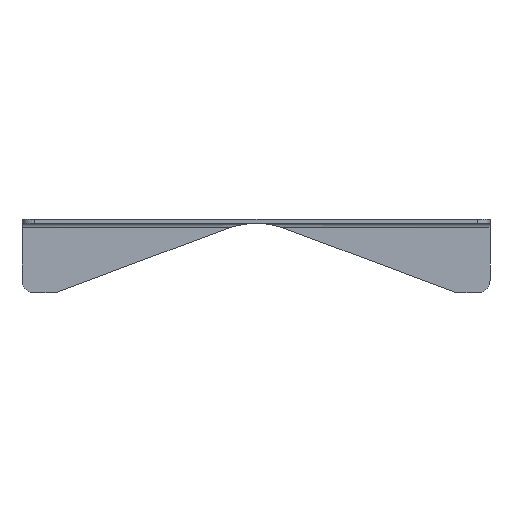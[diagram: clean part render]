
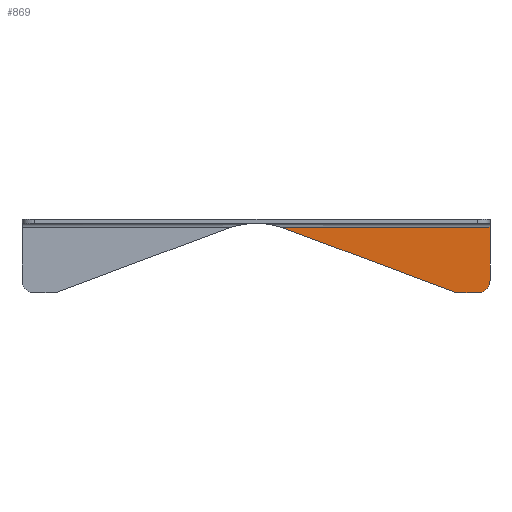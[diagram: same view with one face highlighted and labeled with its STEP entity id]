
A CAD part, front view. The second image highlights one B-rep face of the part: STEP entity #869.
In plain terms, the highlighted planar face has unit normal (0, -1, 0).
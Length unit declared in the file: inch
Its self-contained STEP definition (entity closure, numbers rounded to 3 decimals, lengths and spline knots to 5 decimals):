
#24 = DIRECTION ( 'NONE',  ( 1., 0., 0. ) ) ;
#55 = VECTOR ( 'NONE', #1132, 39.37008 ) ;
#102 = ORIENTED_EDGE ( 'NONE', *, *, #370, .T. ) ;
#143 = PLANE ( 'NONE',  #1502 ) ;
#174 = AXIS2_PLACEMENT_3D ( 'NONE', #687, #967, #1094 ) ;
#178 = LINE ( 'NONE', #774, #969 ) ;
#202 = VECTOR ( 'NONE', #24, 39.37008 ) ;
#270 = ORIENTED_EDGE ( 'NONE', *, *, #923, .T. ) ;
#329 = VECTOR ( 'NONE', #875, 39.37008 ) ;
#370 = EDGE_CURVE ( 'NONE', #770, #1661, #1345, .T. ) ;
#493 = CARTESIAN_POINT ( 'NONE',  ( 3.5, -0.06, -0.123 ) ) ;
#583 = EDGE_CURVE ( 'NONE', #1620, #1687, #600, .T. ) ;
#600 = LINE ( 'NONE', #1562, #329 ) ;
#635 = CARTESIAN_POINT ( 'NONE',  ( 3.5, -0.06, -0.9125 ) ) ;
#638 = CARTESIAN_POINT ( 'NONE',  ( 0.38421, -0.06, -0.123 ) ) ;
#687 = CARTESIAN_POINT ( 'NONE',  ( 3.3125, -0.06, -0.9125 ) ) ;
#730 = CARTESIAN_POINT ( 'NONE',  ( 3., -0.06, -1.1 ) ) ;
#770 = VERTEX_POINT ( 'NONE', #635 ) ;
#774 = CARTESIAN_POINT ( 'NONE',  ( 3., -0.06, -1.1 ) ) ;
#819 = DIRECTION ( 'NONE',  ( 0., 1., 0. ) ) ;
#869 = ADVANCED_FACE ( 'NONE', ( #1760 ), #143, .F. ) ;
#875 = DIRECTION ( 'NONE',  ( 1., 0., 0. ) ) ;
#923 = EDGE_CURVE ( 'NONE', #1687, #770, #1018, .T. ) ;
#967 = DIRECTION ( 'NONE',  ( 0., -1., 0. ) ) ;
#969 = VECTOR ( 'NONE', #1158, 39.37008 ) ;
#983 = CARTESIAN_POINT ( 'NONE',  ( -3.5, -0.06, -0.123 ) ) ;
#987 = EDGE_CURVE ( 'NONE', #1724, #1661, #1737, .T. ) ;
#1018 = CIRCLE ( 'NONE', #174, 0.1875 ) ;
#1023 = ORIENTED_EDGE ( 'NONE', *, *, #987, .F. ) ;
#1094 = DIRECTION ( 'NONE',  ( 0., 0., 1. ) ) ;
#1132 = DIRECTION ( 'NONE',  ( 0., 0., 1. ) ) ;
#1152 = CARTESIAN_POINT ( 'NONE',  ( 3.3125, -0.06, -1.1 ) ) ;
#1158 = DIRECTION ( 'NONE',  ( 0.937, 0., -0.35 ) ) ;
#1268 = ORIENTED_EDGE ( 'NONE', *, *, #1743, .T. ) ;
#1345 = LINE ( 'NONE', #1391, #55 ) ;
#1362 = DIRECTION ( 'NONE',  ( 0., 0., 1. ) ) ;
#1373 = EDGE_LOOP ( 'NONE', ( #1268, #1441, #270, #102, #1023 ) ) ;
#1391 = CARTESIAN_POINT ( 'NONE',  ( 3.5, -0.06, -1.1 ) ) ;
#1441 = ORIENTED_EDGE ( 'NONE', *, *, #583, .T. ) ;
#1502 = AXIS2_PLACEMENT_3D ( 'NONE', #1511, #819, #1362 ) ;
#1511 = CARTESIAN_POINT ( 'NONE',  ( -3.5, -0.06, -1.1 ) ) ;
#1562 = CARTESIAN_POINT ( 'NONE',  ( -3.5, -0.06, -1.1 ) ) ;
#1620 = VERTEX_POINT ( 'NONE', #730 ) ;
#1661 = VERTEX_POINT ( 'NONE', #493 ) ;
#1687 = VERTEX_POINT ( 'NONE', #1152 ) ;
#1724 = VERTEX_POINT ( 'NONE', #638 ) ;
#1737 = LINE ( 'NONE', #983, #202 ) ;
#1743 = EDGE_CURVE ( 'NONE', #1724, #1620, #178, .T. ) ;
#1760 = FACE_OUTER_BOUND ( 'NONE', #1373, .T. ) ;
